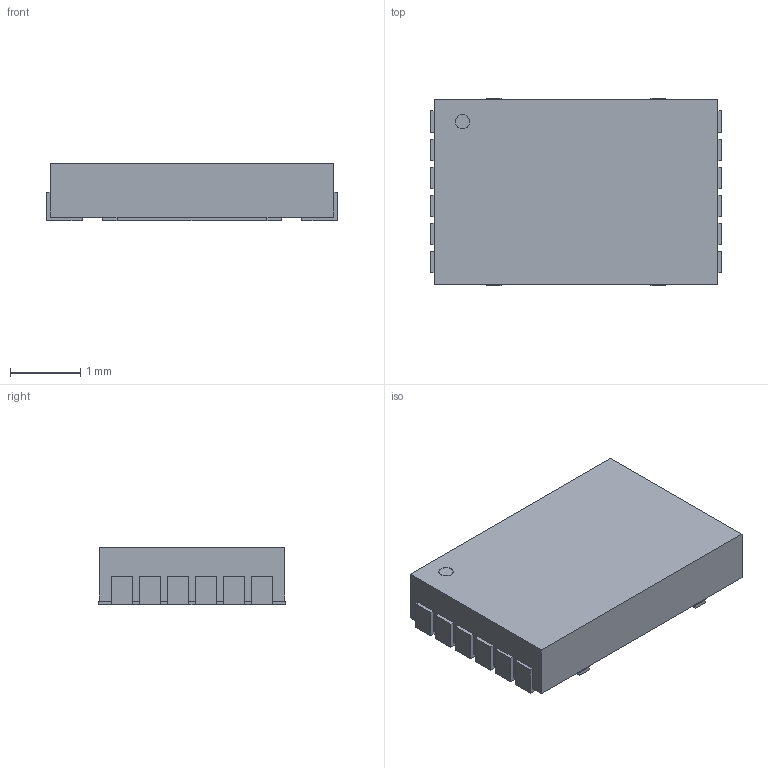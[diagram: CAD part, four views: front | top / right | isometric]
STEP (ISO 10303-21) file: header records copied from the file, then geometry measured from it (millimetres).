
FILE_DESCRIPTION(('STEP AP214'),'1');
FILE_NAME('VSON12_DRZ_TEX','2023-11-04T07:06:01',(''),(''),'','','');
FILE_SCHEMA(('AUTOMOTIVE_DESIGN'));
Length unit declared in the file: millimetre
Products named in the file (1): product
Bounding box: 4.14 x 2.67 x 0.81 mm (x, y, z)
Volume: 8.6 mm3; surface area: 50.9 mm2
Topology: 19 solids, 19 shells, 135 faces, 291 edges, 194 vertices
Faces by surface type: plane 134, cylinder 1
Full cylindrical faces by diameter (mm): 0.202 x1
Entity records: 3565 total; most frequent: ORIENTED_EDGE 580, DIRECTION 566, CARTESIAN_POINT 333, EDGE_CURVE 290, LINE 288, VECTOR 288, VERTEX_POINT 194, AXIS2_PLACEMENT_3D 139
